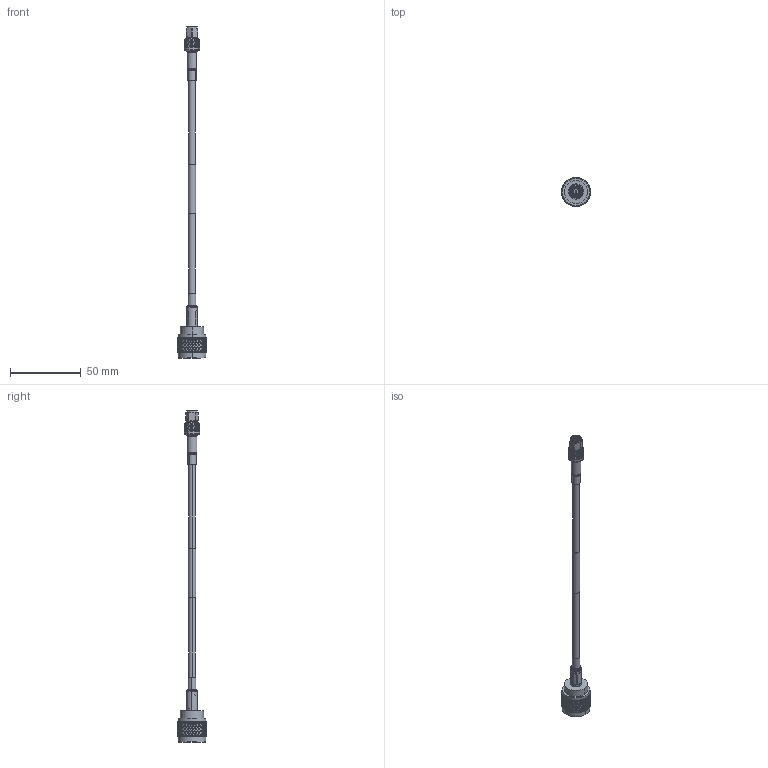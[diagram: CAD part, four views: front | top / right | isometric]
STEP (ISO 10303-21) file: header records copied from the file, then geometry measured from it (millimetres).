
FILE_DESCRIPTION (( 'STEP AP214' ), '1' );
FILE_NAME ('FMC00077_3D.step', '2024-01-19T19:39:22', ( '' ), ( '' ), 'SwSTEP 2.0', 'SolidWorks 2022', '' );
FILE_SCHEMA (( 'AUTOMOTIVE_DESIGN' ));
Length unit declared in the file: inch
Products named in the file (9): Copy of TC-195-SM-SS-X^FMC00077; Copy of TC-195-SM-SS-X_ferrule^Copy of TC-195-SM-SS-X_FMC00077; Copy of Heatshrink_LMR-195-3_240177^FMC00077; Copy of SC9109^FMC00077_Crimp; Copy (2) of Cable_LMR-195_240177^FMC00077_Cable_LMR-195; Copy of TC-195-SM-SS-X_c-contact^Copy of TC-195-SM-SS-X_FMC00077; FMC00077_3D; Copy of TC-195-SM-SS-X_body^Copy of TC-195-SM-SS-X_FMC00077; Copy of Heatshrink_LMR-195_240177^FMC00077
Assembly tree (8 placements, depth 3):
  FMC00077_3D
    Copy (2) of Cable_LMR-195_240177^FMC00077_Cable_LMR-195
    Copy of Heatshrink_LMR-195_240177^FMC00077
    Copy of TC-195-SM-SS-X^FMC00077
      Copy of TC-195-SM-SS-X_body^Copy of TC-195-SM-SS-X_FMC00077
      Copy of TC-195-SM-SS-X_c-contact^Copy of TC-195-SM-SS-X_FMC00077
      Copy of TC-195-SM-SS-X_ferrule^Copy of TC-195-SM-SS-X_FMC00077
    Copy of SC9109^FMC00077_Crimp
    Copy of Heatshrink_LMR-195-3_240177^FMC00077
Bounding box: 20.32 x 20.32 x 235.23 mm (x, y, z)
Volume: 11815.4 mm3; surface area: 10063.9 mm2
Topology: 7 solids, 7 shells, 2555 faces, 5415 edges, 2907 vertices
Faces by surface type: bspline 1795, cylinder 580, cone 85, plane 57, torus 36, sphere 2
Entity records: 97107 total; most frequent: CARTESIAN_POINT 61771, ORIENTED_EDGE 10826, EDGE_CURVE 5413, VERTEX_POINT 2907, DIRECTION 2824, EDGE_LOOP 2594, FACE_OUTER_BOUND 2555, ADVANCED_FACE 2555
